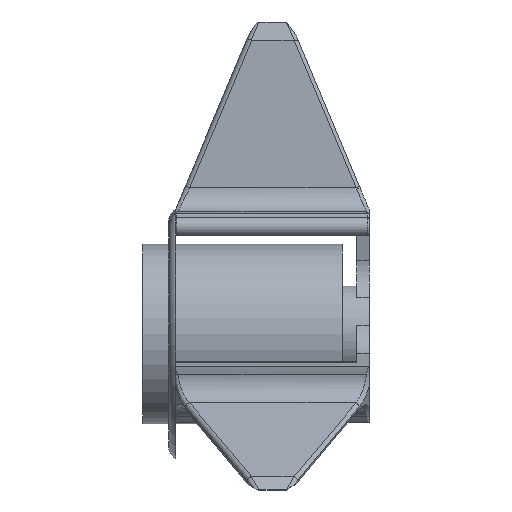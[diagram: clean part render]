
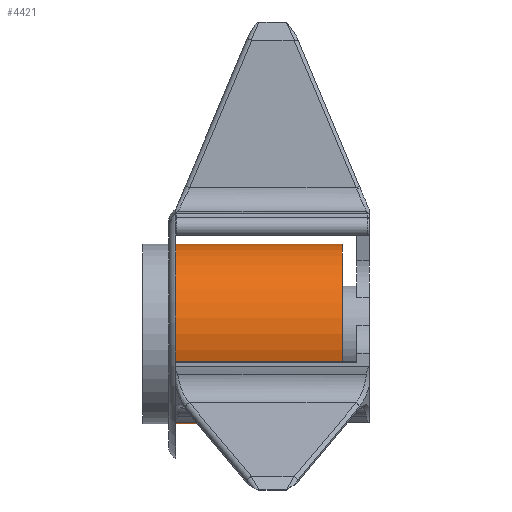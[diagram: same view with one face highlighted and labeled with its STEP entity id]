
A CAD part, left-side view. The second image highlights one B-rep face of the part: STEP entity #4421.
In plain terms, the highlighted cylindrical face has radius 37.1 mm (diameter 74.2 mm), a full revolution.
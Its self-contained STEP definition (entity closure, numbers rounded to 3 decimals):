
#234=LINE('',#6519,#569);
#569=VECTOR('',#5201,37.1);
#904=CYLINDRICAL_SURFACE('',#4695,37.1);
#1018=FACE_OUTER_BOUND('',#1271,.T.);
#1271=EDGE_LOOP('',(#2926,#2927,#2928,#2929));
#1540=CIRCLE('',#4696,37.1);
#1541=CIRCLE('',#4697,37.1);
#1764=VERTEX_POINT('',#6516);
#1765=VERTEX_POINT('',#6518);
#2222=EDGE_CURVE('',#1764,#1764,#1540,.T.);
#2223=EDGE_CURVE('',#1764,#1765,#234,.T.);
#2224=EDGE_CURVE('',#1765,#1765,#1541,.T.);
#2926=ORIENTED_EDGE('',*,*,#2222,.F.);
#2927=ORIENTED_EDGE('',*,*,#2223,.T.);
#2928=ORIENTED_EDGE('',*,*,#2224,.F.);
#2929=ORIENTED_EDGE('',*,*,#2223,.F.);
#4421=ADVANCED_FACE('',(#1018),#904,.T.);
#4695=AXIS2_PLACEMENT_3D('',#6515,#5197,#5198);
#4696=AXIS2_PLACEMENT_3D('',#6517,#5199,#5200);
#4697=AXIS2_PLACEMENT_3D('',#6520,#5202,#5203);
#5197=DIRECTION('center_axis',(0.,1.,0.));
#5198=DIRECTION('ref_axis',(-1.,0.,0.));
#5199=DIRECTION('center_axis',(0.,-1.,0.));
#5200=DIRECTION('ref_axis',(-1.,0.,0.));
#5201=DIRECTION('',(0.,1.,0.));
#5202=DIRECTION('center_axis',(0.,1.,0.));
#5203=DIRECTION('ref_axis',(-1.,0.,0.));
#6515=CARTESIAN_POINT('Origin',(0.,72.,0.));
#6516=CARTESIAN_POINT('',(37.1,1.,0.));
#6517=CARTESIAN_POINT('Origin',(0.,1.,0.));
#6518=CARTESIAN_POINT('',(37.1,72.,0.));
#6519=CARTESIAN_POINT('',(37.1,72.,0.));
#6520=CARTESIAN_POINT('Origin',(0.,72.,0.));
